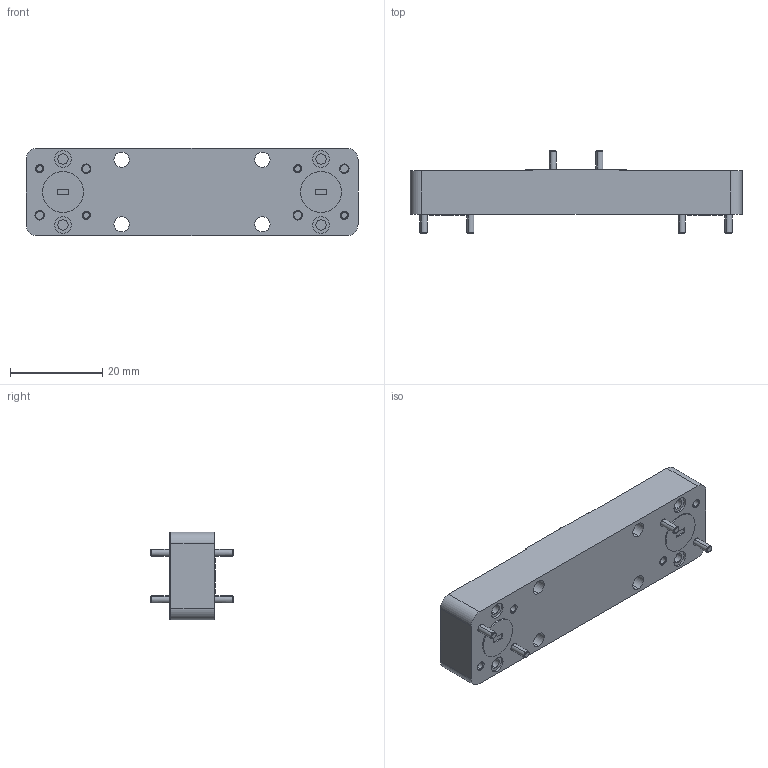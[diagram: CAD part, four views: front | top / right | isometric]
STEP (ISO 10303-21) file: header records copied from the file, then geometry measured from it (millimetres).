
FILE_DESCRIPTION (( 'STEP AP214' ), '1' );
FILE_NAME ('WY-IW-M5, Defeatured.STEP', '2022-12-06T00:06:40', ( '' ), ( '' ), 'SwSTEP 2.0', 'SolidWorks 2021', '' );
FILE_SCHEMA (( 'AUTOMOTIVE_DESIGN' ));
Length unit declared in the file: inch
Products named in the file (1): WY-IW-M5, Defeatured
Bounding box: 71.88 x 17.78 x 19.05 mm (x, y, z)
Volume: 12403.8 mm3; surface area: 5837.7 mm2
Topology: 1 solids, 5 shells, 427 faces, 902 edges, 540 vertices
Faces by surface type: plane 153, cone 146, cylinder 120, bspline 8
Entity records: 20578 total; most frequent: CARTESIAN_POINT 5852, DIRECTION 2046, ORIENTED_EDGE 1804, EDGE_CURVE 902, AXIS2_PLACEMENT_3D 826, VERTEX_POINT 540, EDGE_LOOP 498, FACE_OUTER_BOUND 427
